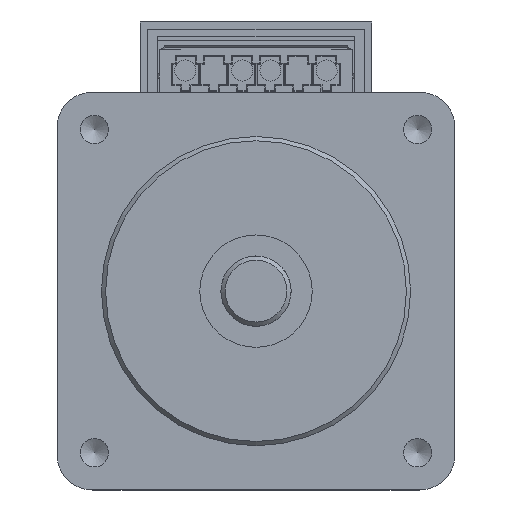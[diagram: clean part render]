
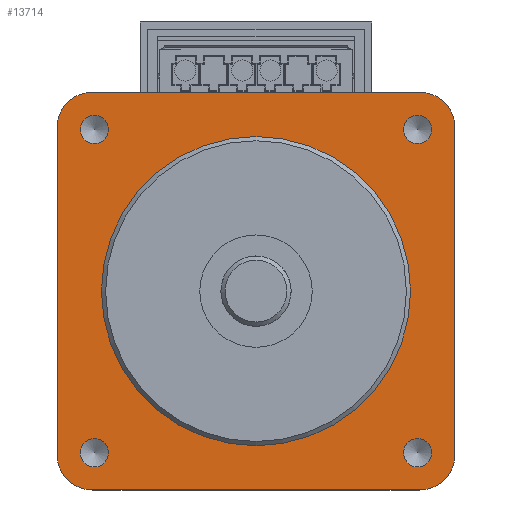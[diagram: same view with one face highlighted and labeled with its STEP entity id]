
A CAD part, front view. The second image highlights one B-rep face of the part: STEP entity #13714.
In plain terms, the highlighted planar face has unit normal (0, -1, 0).
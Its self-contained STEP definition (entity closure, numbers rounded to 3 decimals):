
#232=FACE_BOUND('',#1695,.T.);
#233=FACE_BOUND('',#1696,.T.);
#234=FACE_BOUND('',#1697,.T.);
#235=FACE_BOUND('',#1698,.T.);
#236=FACE_BOUND('',#1699,.T.);
#294=PLANE('',#14550);
#927=FACE_OUTER_BOUND('',#1694,.T.);
#1694=EDGE_LOOP('',(#9274,#9275,#9276,#9277,#9278,#9279,#9280,#9281));
#1695=EDGE_LOOP('',(#9282));
#1696=EDGE_LOOP('',(#9283));
#1697=EDGE_LOOP('',(#9284));
#1698=EDGE_LOOP('',(#9285));
#1699=EDGE_LOOP('',(#9286));
#2523=LINE('',#19421,#4076);
#2524=LINE('',#19425,#4077);
#2525=LINE('',#19429,#4078);
#2526=LINE('',#19433,#4079);
#4076=VECTOR('',#15806,10.);
#4077=VECTOR('',#15809,10.);
#4078=VECTOR('',#15812,10.);
#4079=VECTOR('',#15815,10.);
#5562=CIRCLE('',#14528,1.007);
#5564=CIRCLE('',#14532,1.007);
#5566=CIRCLE('',#14536,1.007);
#5568=CIRCLE('',#14540,1.007);
#5571=CIRCLE('',#14545,11.);
#5574=CIRCLE('',#14551,2.5);
#5575=CIRCLE('',#14552,2.5);
#5576=CIRCLE('',#14553,2.5);
#5577=CIRCLE('',#14554,2.5);
#5895=VERTEX_POINT('',#19371);
#5898=VERTEX_POINT('',#19380);
#5901=VERTEX_POINT('',#19389);
#5904=VERTEX_POINT('',#19398);
#5907=VERTEX_POINT('',#19408);
#5910=VERTEX_POINT('',#19419);
#5911=VERTEX_POINT('',#19420);
#5912=VERTEX_POINT('',#19422);
#5913=VERTEX_POINT('',#19424);
#5914=VERTEX_POINT('',#19426);
#5915=VERTEX_POINT('',#19428);
#5916=VERTEX_POINT('',#19430);
#5917=VERTEX_POINT('',#19432);
#7174=EDGE_CURVE('',#5895,#5895,#5562,.T.);
#7178=EDGE_CURVE('',#5898,#5898,#5564,.T.);
#7182=EDGE_CURVE('',#5901,#5901,#5566,.T.);
#7186=EDGE_CURVE('',#5904,#5904,#5568,.T.);
#7192=EDGE_CURVE('',#5907,#5907,#5571,.T.);
#7196=EDGE_CURVE('',#5910,#5911,#2523,.T.);
#7197=EDGE_CURVE('',#5912,#5910,#5574,.T.);
#7198=EDGE_CURVE('',#5913,#5912,#2524,.T.);
#7199=EDGE_CURVE('',#5914,#5913,#5575,.T.);
#7200=EDGE_CURVE('',#5915,#5914,#2525,.T.);
#7201=EDGE_CURVE('',#5916,#5915,#5576,.T.);
#7202=EDGE_CURVE('',#5917,#5916,#2526,.T.);
#7203=EDGE_CURVE('',#5911,#5917,#5577,.T.);
#9274=ORIENTED_EDGE('',*,*,#7196,.F.);
#9275=ORIENTED_EDGE('',*,*,#7197,.F.);
#9276=ORIENTED_EDGE('',*,*,#7198,.F.);
#9277=ORIENTED_EDGE('',*,*,#7199,.F.);
#9278=ORIENTED_EDGE('',*,*,#7200,.F.);
#9279=ORIENTED_EDGE('',*,*,#7201,.F.);
#9280=ORIENTED_EDGE('',*,*,#7202,.F.);
#9281=ORIENTED_EDGE('',*,*,#7203,.F.);
#9282=ORIENTED_EDGE('',*,*,#7174,.T.);
#9283=ORIENTED_EDGE('',*,*,#7178,.T.);
#9284=ORIENTED_EDGE('',*,*,#7182,.T.);
#9285=ORIENTED_EDGE('',*,*,#7186,.T.);
#9286=ORIENTED_EDGE('',*,*,#7192,.T.);
#13714=ADVANCED_FACE('',(#927,#232,#233,#234,#235,#236),#294,.F.);
#14528=AXIS2_PLACEMENT_3D('',#19372,#15750,#15751);
#14532=AXIS2_PLACEMENT_3D('',#19381,#15760,#15761);
#14536=AXIS2_PLACEMENT_3D('',#19390,#15770,#15771);
#14540=AXIS2_PLACEMENT_3D('',#19399,#15780,#15781);
#14545=AXIS2_PLACEMENT_3D('',#19410,#15793,#15794);
#14550=AXIS2_PLACEMENT_3D('',#19418,#15804,#15805);
#14551=AXIS2_PLACEMENT_3D('',#19423,#15807,#15808);
#14552=AXIS2_PLACEMENT_3D('',#19427,#15810,#15811);
#14553=AXIS2_PLACEMENT_3D('',#19431,#15813,#15814);
#14554=AXIS2_PLACEMENT_3D('',#19434,#15816,#15817);
#15750=DIRECTION('center_axis',(0.,1.,0.));
#15751=DIRECTION('ref_axis',(1.,0.,0.));
#15760=DIRECTION('center_axis',(0.,1.,0.));
#15761=DIRECTION('ref_axis',(1.,0.,0.));
#15770=DIRECTION('center_axis',(0.,1.,0.));
#15771=DIRECTION('ref_axis',(1.,0.,0.));
#15780=DIRECTION('center_axis',(0.,1.,0.));
#15781=DIRECTION('ref_axis',(1.,0.,0.));
#15793=DIRECTION('center_axis',(0.,1.,0.));
#15794=DIRECTION('ref_axis',(-1.,0.,0.));
#15804=DIRECTION('center_axis',(0.,1.,0.));
#15805=DIRECTION('ref_axis',(0.,0.,
1.));
#15806=DIRECTION('',(1.,0.,0.));
#15807=DIRECTION('center_axis',(0.,1.,0.));
#15808=DIRECTION('ref_axis',(-1.,0.,0.));
#15809=DIRECTION('',(0.,0.,1.));
#15810=DIRECTION('center_axis',(0.,1.,0.));
#15811=DIRECTION('ref_axis',(0.,0.,
-1.));
#15812=DIRECTION('',(-1.,0.,0.));
#15813=DIRECTION('center_axis',(0.,1.,0.));
#15814=DIRECTION('ref_axis',(1.,0.,0.));
#15815=DIRECTION('',(0.,0.,-1.));
#15816=DIRECTION('center_axis',(0.,1.,0.));
#15817=DIRECTION('ref_axis',(0.,0.,
1.));
#19371=CARTESIAN_POINT('',(55.013,-3.071,67.601));
#19372=CARTESIAN_POINT('Origin',(56.019,-3.071,67.601));
#19380=CARTESIAN_POINT('',(32.013,-3.071,90.601));
#19381=CARTESIAN_POINT('Origin',(33.019,-3.071,90.601));
#19389=CARTESIAN_POINT('',(55.013,-3.071,90.601));
#19390=CARTESIAN_POINT('Origin',(56.019,-3.071,90.601));
#19398=CARTESIAN_POINT('',(32.013,-3.071,67.601));
#19399=CARTESIAN_POINT('Origin',(33.019,-3.071,67.601));
#19408=CARTESIAN_POINT('',(55.519,-3.071,79.101));
#19410=CARTESIAN_POINT('Origin',(44.519,-3.071,79.101));
#19418=CARTESIAN_POINT('Origin',(46.122,-3.071,77.498));
#19419=CARTESIAN_POINT('',(32.869,-3.071,93.251));
#19420=CARTESIAN_POINT('',(56.169,-3.071,93.251));
#19421=CARTESIAN_POINT('',(32.869,-3.071,93.251));
#19422=CARTESIAN_POINT('',(30.369,-3.071,90.751));
#19423=CARTESIAN_POINT('Origin',(32.869,-3.071,90.751));
#19424=CARTESIAN_POINT('',(30.369,-3.071,67.451));
#19425=CARTESIAN_POINT('',(30.369,-3.071,67.451));
#19426=CARTESIAN_POINT('',(32.869,-3.071,64.951));
#19427=CARTESIAN_POINT('Origin',(32.869,-3.071,67.451));
#19428=CARTESIAN_POINT('',(56.169,-3.071,64.951));
#19429=CARTESIAN_POINT('',(56.169,-3.071,64.951));
#19430=CARTESIAN_POINT('',(58.669,-3.071,67.451));
#19431=CARTESIAN_POINT('Origin',(56.169,-3.071,67.451));
#19432=CARTESIAN_POINT('',(58.669,-3.071,90.751));
#19433=CARTESIAN_POINT('',(58.669,-3.071,90.751));
#19434=CARTESIAN_POINT('Origin',(56.169,-3.071,90.751));
